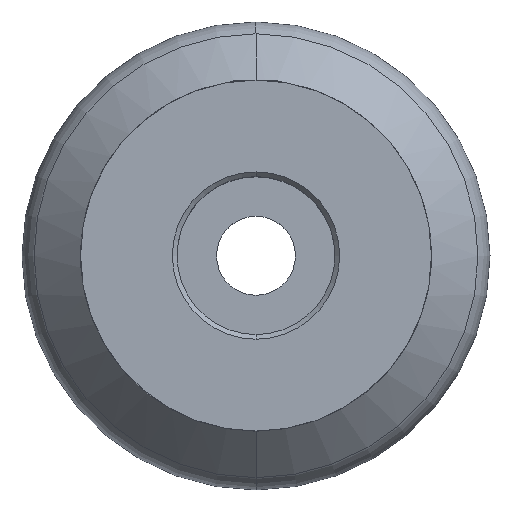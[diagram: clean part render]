
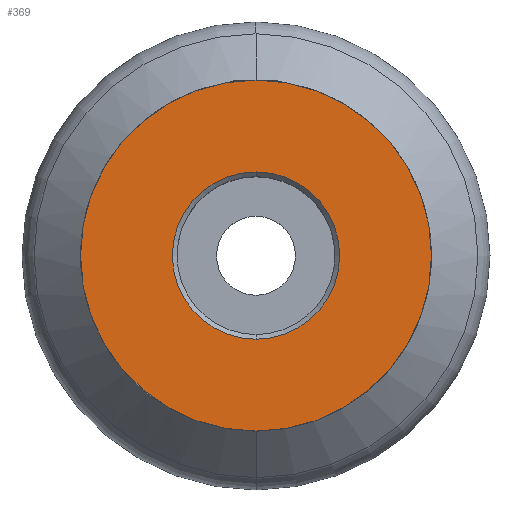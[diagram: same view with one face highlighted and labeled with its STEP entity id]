
A CAD part, top view. The second image highlights one B-rep face of the part: STEP entity #369.
In plain terms, the highlighted planar face has unit normal (0, 0, 1).
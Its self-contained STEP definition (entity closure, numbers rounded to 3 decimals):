
#261=EDGE_CURVE('',#567,#533,#713,.T.);
#277=VERTEX_POINT('',#730);
#321=EDGE_CURVE('',#277,#459,#782,.T.);
#369=ADVANCED_FACE('',(#838,#839),#840,.T.);
#427=EDGE_CURVE('',#533,#567,#903,.T.);
#459=VERTEX_POINT('',#937);
#533=VERTEX_POINT('',#1022);
#567=VERTEX_POINT('',#1058);
#671=EDGE_CURVE('',#459,#277,#1169,.T.);
#713=CIRCLE('',#1219,30.0);
#730=CARTESIAN_POINT('',(0.0,14.3,0.0));
#782=CIRCLE('',#1313,14.3);
#838=FACE_BOUND('',#1492,.T.);
#839=FACE_OUTER_BOUND('',#1493,.T.);
#840=PLANE('',#1494);
#903=CIRCLE('',#1621,30.0);
#937=CARTESIAN_POINT('',(0.,-14.3,0.0));
#1022=CARTESIAN_POINT('',(0.,-30.0,0.0));
#1058=CARTESIAN_POINT('',(0.0,30.0,0.0));
#1169=CIRCLE('',#2204,14.3);
#1219=AXIS2_PLACEMENT_3D('',#2241,#2242,#2243);
#1313=AXIS2_PLACEMENT_3D('',#2347,#2348,#2349);
#1492=EDGE_LOOP('',(#2415,#2416));
#1493=EDGE_LOOP('',(#2417,#2418));
#1494=AXIS2_PLACEMENT_3D('',#2419,#2420,#2421);
#1621=AXIS2_PLACEMENT_3D('',#2488,#2489,#2490);
#2204=AXIS2_PLACEMENT_3D('',#2785,#2786,#2787);
#2241=CARTESIAN_POINT('',(0.0,0.0,0.0));
#2242=DIRECTION('',(0.0,0.0,-1.0));
#2243=DIRECTION('',(0.0,1.0,0.0));
#2347=CARTESIAN_POINT('',(0.0,0.0,0.0));
#2348=DIRECTION('',(-0.0,0.0,-1.0));
#2349=DIRECTION('',(0.0,1.0,0.0));
#2415=ORIENTED_EDGE('',*,*,#321,.T.);
#2416=ORIENTED_EDGE('',*,*,#671,.T.);
#2417=ORIENTED_EDGE('',*,*,#261,.F.);
#2418=ORIENTED_EDGE('',*,*,#427,.F.);
#2419=CARTESIAN_POINT('',(0.0,15.0,0.0));
#2420=DIRECTION('',(-0.0,0.0,1.0));
#2421=DIRECTION('',(0.0,-1.0,0.0));
#2488=CARTESIAN_POINT('',(0.0,0.0,0.0));
#2489=DIRECTION('',(0.0,0.0,-1.0));
#2490=DIRECTION('',(0.0,1.0,0.0));
#2785=CARTESIAN_POINT('',(0.0,0.0,0.0));
#2786=DIRECTION('',(-0.0,0.0,-1.0));
#2787=DIRECTION('',(0.0,1.0,0.0));
